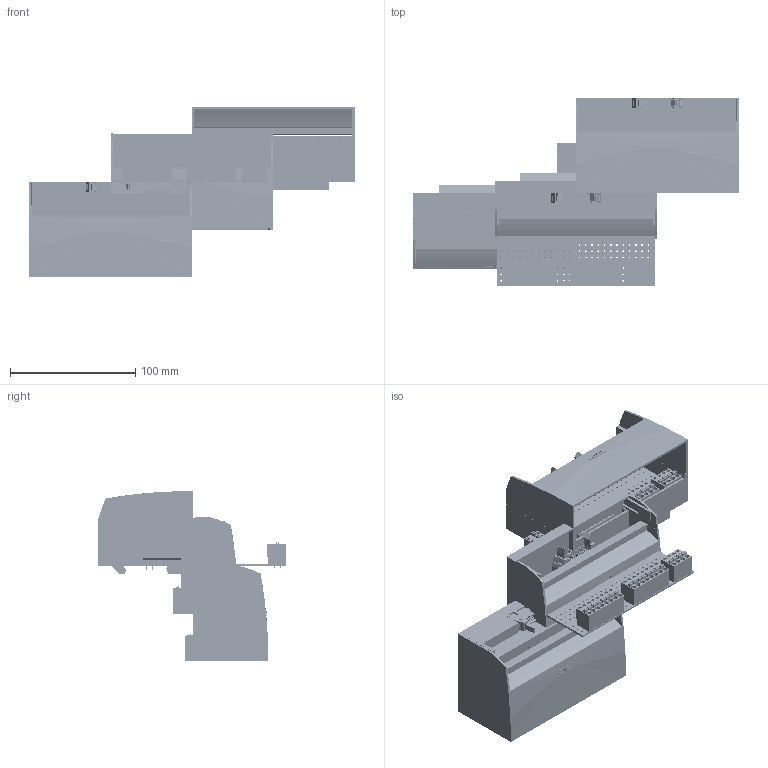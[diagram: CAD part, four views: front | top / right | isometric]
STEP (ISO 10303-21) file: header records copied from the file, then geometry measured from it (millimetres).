
FILE_DESCRIPTION( ( 'Unknown' ), '1' );
FILE_NAME( '6es79240be200bc0_001_stp.stp', 'Unknown', ( 'Unknown' ), ( 'Unknown' ), 'PSStep 13.0', 'Unknown', ' ' );
FILE_SCHEMA( ( 'AUTOMOTIVE_DESIGN { 1 0 10303 214 1 1 1 1 }' ) );
Length unit declared in the file: millimetre
Products named in the file (52): Device_G4-oa2_1; Motherboard-G4_-oa1_1; Assem1; 6es79240be200bc0_001_stp; PCB-G4_8; SAURO MCQxx001 Block 4_3; SAURO MCQxx001 Block 8_4; SAURO MCQxx001 Block 8-oa0; FCI-71918-116BLF_12; C98130-A7800-C031_3; C98130-A7800-C033_3; C98130-A7800-C032_3; SIEMENS-Kleber-17x4,5_15; C98130-A7800-X488_1
Bounding box: 260 x 150 x 136 mm (x, y, z)
Volume: 669581.4 mm3; surface area: 498031.1 mm2
Topology: 158 solids, 162 shells, 8524 faces, 22664 edges, 15572 vertices
Faces by surface type: plane 6382, cylinder 1930, extrusion 208, sphere 4
Full cylindrical faces by diameter (mm): 0.4 x200, 0.5 x10, 1.02 x330, 1.2 x10, 1.4 x1080, 4 x108
Entity records: 77262 total; most frequent: CARTESIAN_POINT 15124, DIRECTION 8943, ORIENTED_EDGE 8836, EDGE_CURVE 4418, VECTOR 3565, LINE 3497, VERTEX_POINT 3181, EDGE_LOOP 3097
